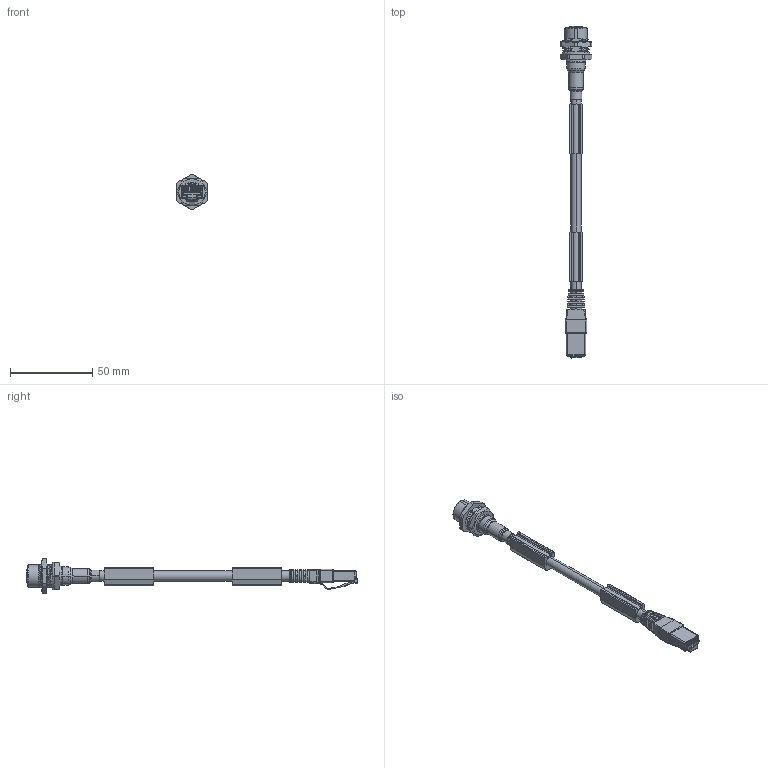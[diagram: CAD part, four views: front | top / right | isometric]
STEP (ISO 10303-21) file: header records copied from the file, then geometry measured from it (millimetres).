
FILE_DESCRIPTION((''),'2;1');
FILE_NAME('CAD-8051_SW0001','2021-11-12T10:15:53',('creinig-se'),(''),'CREO PARAMETRIC BY PTC INC, 2019292','CREO PARAMETRIC BY PTC INC, 2019292','');
FILE_SCHEMA(('CONFIG_CONTROL_DESIGN','SHAPE_APPEARANCE_LAYERS_GROUPS'));
Length unit declared in the file: millimetre
Products named in the file (1): CAD-8051_SW0001
Bounding box: 19 x 201.9 x 21 mm (x, y, z)
Volume: 15052.2 mm3; surface area: 8551.7 mm2
Topology: 2 solids, 2 shells, 749 faces, 2127 edges, 1372 vertices
Faces by surface type: plane 340, cylinder 226, bspline 125, torus 34, cone 20, sphere 4
Entity records: 39501 total; most frequent: CARTESIAN_POINT 15127, ORIENTED_EDGE 4246, DIRECTION 3307, EDGE_CURVE 2123, VERTEX_POINT 1372, VECTOR 1185, LINE 1185, AXIS2_PLACEMENT_3D 1061
